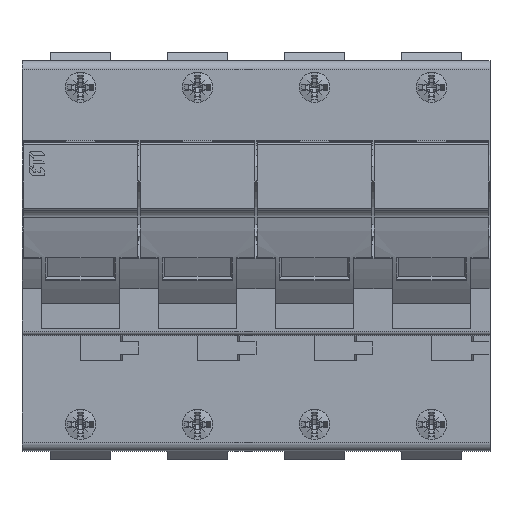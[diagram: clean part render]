
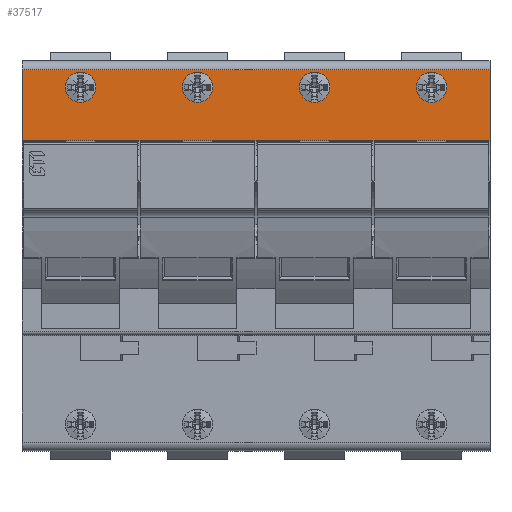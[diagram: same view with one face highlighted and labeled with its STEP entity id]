
A CAD part, top view. The second image highlights one B-rep face of the part: STEP entity #37517.
In plain terms, the highlighted planar face has unit normal (0, 0, 1).
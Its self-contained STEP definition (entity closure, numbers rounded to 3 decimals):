
#2398=DIRECTION('',(0.,1.,0.));
#2399=VECTOR('',#2398,16.4);
#2400=CARTESIAN_POINT('',(0.,4.8,43.5));
#2401=LINE('',#2400,#2399);
#3585=DIRECTION('',(0.,-1.,0.));
#3586=VECTOR('',#3585,16.4);
#3587=CARTESIAN_POINT('',(108.,21.2,43.5));
#3588=LINE('',#3587,#3586);
#4121=DIRECTION('',(1.,0.,0.));
#4122=VECTOR('',#4121,108.);
#4123=CARTESIAN_POINT('',(0.,4.8,43.5));
#4124=LINE('',#4123,#4122);
#4128=CARTESIAN_POINT('',(94.5,17.1,43.5));
#4129=DIRECTION('',(0.,0.,1.));
#4130=DIRECTION('',(0.,1.,0.));
#4131=AXIS2_PLACEMENT_3D('',#4128,#4129,#4130);
#4136=CARTESIAN_POINT('',(94.5,17.1,43.5));
#4137=DIRECTION('',(0.,0.,1.));
#4138=DIRECTION('',(0.,-1.,0.));
#4139=AXIS2_PLACEMENT_3D('',#4136,#4137,#4138);
#4144=CARTESIAN_POINT('',(67.5,17.1,43.5));
#4145=DIRECTION('',(0.,0.,1.));
#4146=DIRECTION('',(0.,1.,0.));
#4147=AXIS2_PLACEMENT_3D('',#4144,#4145,#4146);
#4152=CARTESIAN_POINT('',(67.5,17.1,43.5));
#4153=DIRECTION('',(0.,0.,1.));
#4154=DIRECTION('',(0.,-1.,0.));
#4155=AXIS2_PLACEMENT_3D('',#4152,#4153,#4154);
#4160=CARTESIAN_POINT('',(40.5,17.1,43.5));
#4161=DIRECTION('',(0.,0.,1.));
#4162=DIRECTION('',(0.,-1.,0.));
#4163=AXIS2_PLACEMENT_3D('',#4160,#4161,#4162);
#4168=CARTESIAN_POINT('',(40.5,17.1,43.5));
#4169=DIRECTION('',(0.,0.,1.));
#4170=DIRECTION('',(0.,1.,0.));
#4171=AXIS2_PLACEMENT_3D('',#4168,#4169,#4170);
#4176=CARTESIAN_POINT('',(13.5,17.1,43.5));
#4177=DIRECTION('',(0.,0.,1.));
#4178=DIRECTION('',(0.,-1.,0.));
#4179=AXIS2_PLACEMENT_3D('',#4176,#4177,#4178);
#4184=CARTESIAN_POINT('',(13.5,17.1,43.5));
#4185=DIRECTION('',(0.,0.,1.));
#4186=DIRECTION('',(0.,1.,0.));
#4187=AXIS2_PLACEMENT_3D('',#4184,#4185,#4186);
#4192=DIRECTION('',(-1.,0.,0.));
#4193=VECTOR('',#4192,108.);
#4194=CARTESIAN_POINT('',(108.,21.2,43.5));
#4195=LINE('',#4194,#4193);
#30416=CARTESIAN_POINT('',(67.5,20.6,43.5));
#30417=CARTESIAN_POINT('',(67.5,13.6,43.5));
#30418=VERTEX_POINT('',#30416);
#30419=VERTEX_POINT('',#30417);
#31414=CARTESIAN_POINT('',(40.5,20.6,43.5));
#31415=CARTESIAN_POINT('',(40.5,13.6,43.5));
#31416=VERTEX_POINT('',#31414);
#31417=VERTEX_POINT('',#31415);
#32187=CARTESIAN_POINT('',(108.,21.2,43.5));
#32189=VERTEX_POINT('',#32187);
#32190=CARTESIAN_POINT('',(108.,4.8,43.5));
#32191=VERTEX_POINT('',#32190);
#32558=CARTESIAN_POINT('',(94.5,20.6,43.5));
#32559=CARTESIAN_POINT('',(94.5,13.6,43.5));
#32560=VERTEX_POINT('',#32558);
#32561=VERTEX_POINT('',#32559);
#33438=CARTESIAN_POINT('',(0.,21.2,43.5));
#33440=VERTEX_POINT('',#33438);
#33442=CARTESIAN_POINT('',(0.,4.8,43.5));
#33443=VERTEX_POINT('',#33442);
#34028=CARTESIAN_POINT('',(13.5,20.6,43.5));
#34029=CARTESIAN_POINT('',(13.5,13.6,43.5));
#34030=VERTEX_POINT('',#34028);
#34031=VERTEX_POINT('',#34029);
#37481=CARTESIAN_POINT('',(67.5,23.2,43.5));
#37482=DIRECTION('',(0.,0.,1.));
#37483=DIRECTION('',(0.,-1.,0.));
#37484=AXIS2_PLACEMENT_3D('',#37481,#37482,#37483);
#37485=PLANE('',#37484);
#37486=ORIENTED_EDGE('',*,*,#37475,.F.);
#37487=ORIENTED_EDGE('',*,*,#36390,.T.);
#37489=ORIENTED_EDGE('',*,*,#37488,.F.);
#37490=ORIENTED_EDGE('',*,*,#37171,.T.);
#37491=EDGE_LOOP('',(#37486,#37487,#37489,#37490));
#37492=FACE_OUTER_BOUND('',#37491,.F.);
#37494=ORIENTED_EDGE('',*,*,#37493,.T.);
#37496=ORIENTED_EDGE('',*,*,#37495,.T.);
#37497=EDGE_LOOP('',(#37494,#37496));
#37498=FACE_BOUND('',#37497,.F.);
#37500=ORIENTED_EDGE('',*,*,#37499,.T.);
#37502=ORIENTED_EDGE('',*,*,#37501,.T.);
#37503=EDGE_LOOP('',(#37500,#37502));
#37504=FACE_BOUND('',#37503,.F.);
#37506=ORIENTED_EDGE('',*,*,#37505,.T.);
#37508=ORIENTED_EDGE('',*,*,#37507,.T.);
#37509=EDGE_LOOP('',(#37506,#37508));
#37510=FACE_BOUND('',#37509,.F.);
#37512=ORIENTED_EDGE('',*,*,#37511,.T.);
#37514=ORIENTED_EDGE('',*,*,#37513,.T.);
#37515=EDGE_LOOP('',(#37512,#37514));
#37516=FACE_BOUND('',#37515,.F.);
#4132=CIRCLE('',#4131,3.5);
#4140=CIRCLE('',#4139,3.5);
#4148=CIRCLE('',#4147,3.5);
#4156=CIRCLE('',#4155,3.5);
#4164=CIRCLE('',#4163,3.5);
#4172=CIRCLE('',#4171,3.5);
#4180=CIRCLE('',#4179,3.5);
#4188=CIRCLE('',#4187,3.5);
#36390=EDGE_CURVE('',#33443,#33440,#2401,.T.);
#37171=EDGE_CURVE('',#32189,#32191,#3588,.T.);
#37475=EDGE_CURVE('',#33443,#32191,#4124,.T.);
#37488=EDGE_CURVE('',#32189,#33440,#4195,.T.);
#37493=EDGE_CURVE('',#32560,#32561,#4132,.T.);
#37495=EDGE_CURVE('',#32561,#32560,#4140,.T.);
#37499=EDGE_CURVE('',#30418,#30419,#4148,.T.);
#37501=EDGE_CURVE('',#30419,#30418,#4156,.T.);
#37505=EDGE_CURVE('',#31417,#31416,#4164,.T.);
#37507=EDGE_CURVE('',#31416,#31417,#4172,.T.);
#37511=EDGE_CURVE('',#34031,#34030,#4180,.T.);
#37513=EDGE_CURVE('',#34030,#34031,#4188,.T.);
#37517=ADVANCED_FACE('',(#37492,#37498,#37504,#37510,#37516),#37485,.T.);
